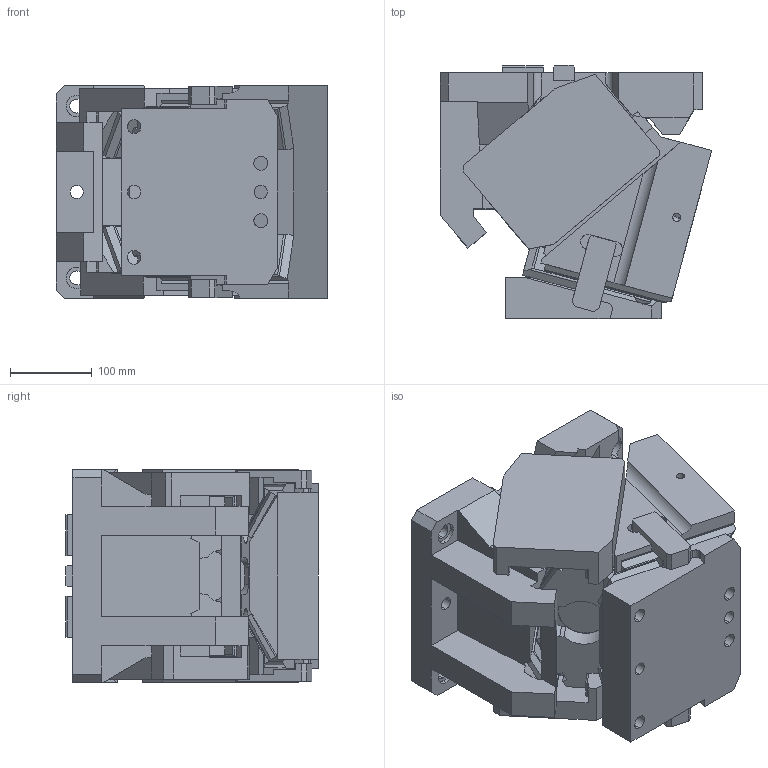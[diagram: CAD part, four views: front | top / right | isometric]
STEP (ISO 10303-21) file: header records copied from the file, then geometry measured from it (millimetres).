
FILE_DESCRIPTION(('CATIA V5 STEP Exchange'),'2;1');
FILE_NAME('CACV_F_260_15.stp','2015-04-27T06:56:21+00:00',('none'),('none'),'CATIA Version 5 Release 19 SP 2 (IN-10)','CATIA V5 STEP AP203','none');
FILE_SCHEMA(('CONFIG_CONTROL_DESIGN'));
Length unit declared in the file: millimetre
Products named in the file (1): CACV_F_260_15
Bounding box: 331.7 x 309 x 260 mm (x, y, z)
Volume: 16395433.1 mm3; surface area: 935407 mm2
Topology: 3 solids, 5 shells, 617 faces, 1856 edges, 1240 vertices
Faces by surface type: plane 444, cylinder 159, cone 6, bspline 4, extrusion 4
Entity records: 21919 total; most frequent: CARTESIAN_POINT 6093, ORIENTED_EDGE 3696, DIRECTION 2598, EDGE_CURVE 1848, VECTOR 1453, LINE 1449, VERTEX_POINT 1240, EDGE_LOOP 656
